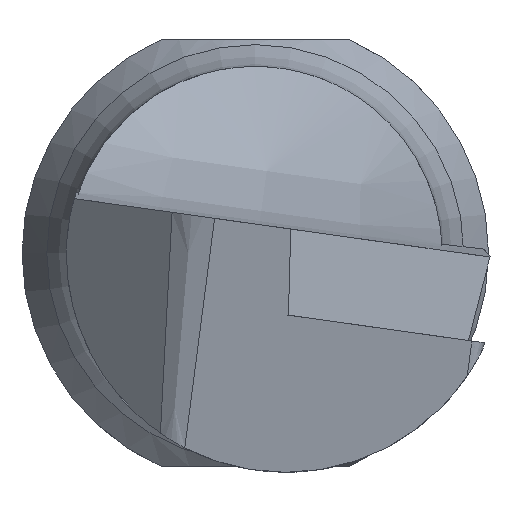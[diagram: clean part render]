
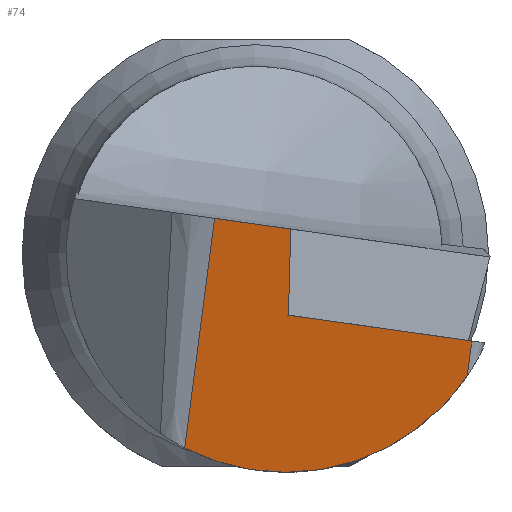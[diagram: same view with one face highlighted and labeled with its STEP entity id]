
A CAD part, left-side view. The second image highlights one B-rep face of the part: STEP entity #74.
In plain terms, the highlighted planar face has unit normal (-0.989, 0.102, -0.109).
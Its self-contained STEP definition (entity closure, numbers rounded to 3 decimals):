
#74=ADVANCED_FACE('',(#106),#96,.T.);
#96=PLANE('',#402);
#106=FACE_OUTER_BOUND('',#124,.T.);
#124=EDGE_LOOP('',(#174,#175,#176,#177,#178,#179));
#165=ELLIPSE('',#401,9.506,9.4);
#174=ORIENTED_EDGE('',*,*,#311,.F.);
#175=ORIENTED_EDGE('',*,*,#312,.F.);
#176=ORIENTED_EDGE('',*,*,#313,.T.);
#177=ORIENTED_EDGE('',*,*,#314,.T.);
#178=ORIENTED_EDGE('',*,*,#315,.F.);
#179=ORIENTED_EDGE('',*,*,#316,.F.);
#276=VERTEX_POINT('',#553);
#277=VERTEX_POINT('',#554);
#278=VERTEX_POINT('',#556);
#279=VERTEX_POINT('',#558);
#280=VERTEX_POINT('',#560);
#281=VERTEX_POINT('',#562);
#311=EDGE_CURVE('',#276,#277,#359,.T.);
#312=EDGE_CURVE('',#278,#276,#360,.T.);
#313=EDGE_CURVE('',#278,#279,#361,.T.);
#314=EDGE_CURVE('',#279,#280,#165,.T.);
#315=EDGE_CURVE('',#281,#280,#362,.T.);
#316=EDGE_CURVE('',#277,#281,#363,.T.);
#359=LINE('',#552,#380);
#360=LINE('',#555,#381);
#361=LINE('',#557,#382);
#362=LINE('',#561,#383);
#363=LINE('',#563,#384);
#380=VECTOR('',#444,1.);
#381=VECTOR('',#445,1.);
#382=VECTOR('',#446,1.);
#383=VECTOR('',#449,1.);
#384=VECTOR('',#450,1.);
#401=AXIS2_PLACEMENT_3D('',#559,#447,#448);
#402=AXIS2_PLACEMENT_3D('',#564,#451,#452);
#444=DIRECTION('',(0.112,0.027,-0.993));
#445=DIRECTION('',(-0.086,-0.987,-0.139));
#446=DIRECTION('',(0.121,0.128,-0.984));
#447=DIRECTION('',(-0.989,0.102,-0.109));
#448=DIRECTION('',(0.149,0.676,-0.722));
#449=DIRECTION('',(0.121,0.128,-0.984));
#450=DIRECTION('',(-0.086,-0.987,-0.139));
#451=DIRECTION('',(-0.989,0.102,-0.109));
#452=DIRECTION('',(-0.109,0.,0.994));
#552=CARTESIAN_POINT('',(0.939,-1.509,0.597));
#553=CARTESIAN_POINT('',(0.89,-1.521,1.03));
#554=CARTESIAN_POINT('',(1.306,-1.422,-2.662));
#555=CARTESIAN_POINT('',(0.264,-8.671,0.026));
#556=CARTESIAN_POINT('',(1.176,1.744,1.489));
#557=CARTESIAN_POINT('',(1.139,1.705,1.787));
#558=CARTESIAN_POINT('',(2.389,3.02,-8.348));
#559=CARTESIAN_POINT('',(1.026,-1.3,0.));
#560=CARTESIAN_POINT('',(0.803,-9.091,-5.26));
#561=CARTESIAN_POINT('',(0.133,-9.795,0.171));
#562=CARTESIAN_POINT('',(0.618,-9.284,-3.767));
#563=CARTESIAN_POINT('',(0.713,-8.199,-3.614));
#564=CARTESIAN_POINT('',(0.228,-8.71,0.323));
